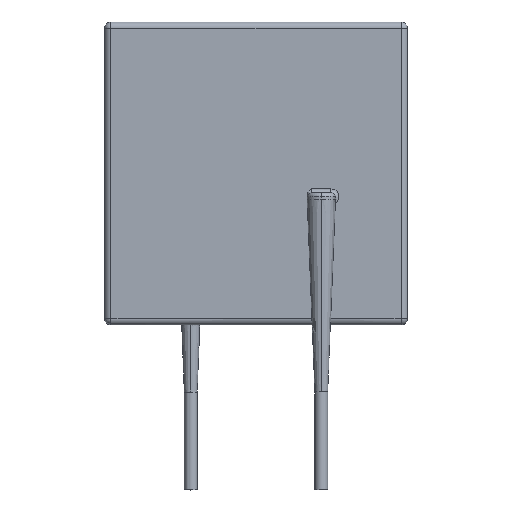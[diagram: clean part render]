
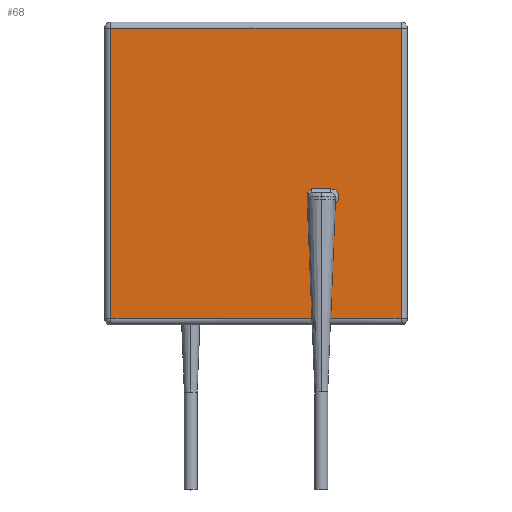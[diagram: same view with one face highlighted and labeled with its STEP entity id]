
A CAD part, top view. The second image highlights one B-rep face of the part: STEP entity #68.
In plain terms, the highlighted planar face has unit normal (0, 0, 1).
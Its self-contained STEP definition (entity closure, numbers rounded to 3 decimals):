
#68=ADVANCED_FACE('',(#147),#148,.T.);
#147=FACE_OUTER_BOUND('',#517,.T.);
#148=PLANE('',#518);
#517=EDGE_LOOP('',(#837,#838,#839,#840,#841,#842,#843,#844,#845,#846,#847));
#518=AXIS2_PLACEMENT_3D('',#848,#849,#850);
#837=ORIENTED_EDGE('',*,*,#1150,.T.);
#838=ORIENTED_EDGE('',*,*,#1151,.T.);
#839=ORIENTED_EDGE('',*,*,#1152,.T.);
#840=ORIENTED_EDGE('',*,*,#1153,.T.);
#841=ORIENTED_EDGE('',*,*,#1084,.T.);
#842=ORIENTED_EDGE('',*,*,#1147,.T.);
#843=ORIENTED_EDGE('',*,*,#1149,.F.);
#844=ORIENTED_EDGE('',*,*,#1154,.F.);
#845=ORIENTED_EDGE('',*,*,#1155,.T.);
#846=ORIENTED_EDGE('',*,*,#1156,.T.);
#847=ORIENTED_EDGE('',*,*,#1157,.T.);
#848=CARTESIAN_POINT('',(0.0,0.0,0.7));
#849=DIRECTION('',(0.0,0.0,1.0));
#850=DIRECTION('',(1.0,0.0,0.0));
#1084=EDGE_CURVE('',#1221,#1219,#1222,.T.);
#1147=EDGE_CURVE('',#1219,#1324,#1326,.T.);
#1149=EDGE_CURVE('',#1327,#1324,#1329,.T.);
#1150=EDGE_CURVE('',#1330,#1331,#1332,.T.);
#1151=EDGE_CURVE('',#1331,#1333,#1334,.T.);
#1152=EDGE_CURVE('',#1333,#1335,#1336,.T.);
#1153=EDGE_CURVE('',#1335,#1221,#1337,.T.);
#1154=EDGE_CURVE('',#1338,#1327,#1339,.T.);
#1155=EDGE_CURVE('',#1338,#1340,#1341,.T.);
#1156=EDGE_CURVE('',#1340,#1342,#1343,.T.);
#1157=EDGE_CURVE('',#1342,#1330,#1344,.T.);
#1219=VERTEX_POINT('',#1426);
#1221=VERTEX_POINT('',#1428);
#1222=LINE('',#1429,#1430);
#1324=VERTEX_POINT('',#1679);
#1326=LINE('',#1691,#1692);
#1327=VERTEX_POINT('',#1693);
#1329=B_SPLINE_CURVE_WITH_KNOTS('',3,(#1713,#1714,#1715,#1716,#1717,#1718,#1719,#1720,#1721),.UNSPECIFIED.,.F.,.F.,(4,1,1,1,1,1,4),(0.0,0.167,0.333,0.5,0.667,0.833,1.0),.UNSPECIFIED.);
#1330=VERTEX_POINT('',#1722);
#1331=VERTEX_POINT('',#1723);
#1332=LINE('',#1724,#1725);
#1333=VERTEX_POINT('',#1726);
#1334=LINE('',#1727,#1728);
#1335=VERTEX_POINT('',#1729);
#1336=LINE('',#1730,#1731);
#1337=LINE('',#1732,#1733);
#1338=VERTEX_POINT('',#1734);
#1339=LINE('',#1735,#1736);
#1340=VERTEX_POINT('',#1737);
#1341=B_SPLINE_CURVE_WITH_KNOTS('',3,(#1738,#1739,#1740,#1741,#1742,#1743,#1744,#1745,#1746,#1747,#1748,#1749,#1750,#1751,#1752,#1753,#1754),.UNSPECIFIED.,.F.,.F.,(4,1,1,1,1,1,1,1,1,1,1,1,1,1,4),(0.0,0.071,0.143,0.214,0.286,0.357,0.429,0.5,0.571,0.643,0.714,0.786,0.857,0.929,1.0),.UNSPECIFIED.);
#1342=VERTEX_POINT('',#1755);
#1343=LINE('',#1756,#1757);
#1344=LINE('',#1758,#1759);
#1426=CARTESIAN_POINT('',(3.965,-2.,0.7));
#1428=CARTESIAN_POINT('',(4.336,-11.25,0.7));
#1429=CARTESIAN_POINT('',(4.336,-11.25,0.7));
#1430=VECTOR('',#1873,9.257);
#1679=CARTESIAN_POINT('',(3.965,-1.72,0.7));
#1691=CARTESIAN_POINT('',(3.965,-2.,0.7));
#1692=VECTOR('',#1977,0.28);
#1693=CARTESIAN_POINT('',(4.323,-1.2,0.7));
#1713=CARTESIAN_POINT('',(4.323,-1.2,0.7));
#1714=CARTESIAN_POINT('',(4.29,-1.233,0.7));
#1715=CARTESIAN_POINT('',(4.222,-1.292,0.7));
#1716=CARTESIAN_POINT('',(4.121,-1.38,0.7));
#1717=CARTESIAN_POINT('',(4.047,-1.467,0.7));
#1718=CARTESIAN_POINT('',(3.998,-1.554,0.7));
#1719=CARTESIAN_POINT('',(3.971,-1.638,0.7));
#1720=CARTESIAN_POINT('',(3.965,-1.693,0.7));
#1721=CARTESIAN_POINT('',(3.965,-1.72,0.7));
#1722=CARTESIAN_POINT('',(11.25,-11.25,0.7));
#1723=CARTESIAN_POINT('',(11.25,11.25,0.7));
#1724=CARTESIAN_POINT('',(11.25,-11.25,0.7));
#1725=VECTOR('',#1978,22.5);
#1726=CARTESIAN_POINT('',(-11.25,11.25,0.7));
#1727=CARTESIAN_POINT('',(11.25,11.25,0.7));
#1728=VECTOR('',#1979,22.5);
#1729=CARTESIAN_POINT('',(-11.25,-11.25,0.7));
#1730=CARTESIAN_POINT('',(-11.25,11.25,0.7));
#1731=VECTOR('',#1980,22.5);
#1732=CARTESIAN_POINT('',(-11.25,-11.25,0.7));
#1733=VECTOR('',#1981,15.586);
#1734=CARTESIAN_POINT('',(5.807,-1.2,0.7));
#1735=CARTESIAN_POINT('',(5.807,-1.2,0.7));
#1736=VECTOR('',#1982,1.483);
#1737=CARTESIAN_POINT('',(6.153,-2.302,0.7));
#1738=CARTESIAN_POINT('',(5.807,-1.2,0.7));
#1739=CARTESIAN_POINT('',(5.848,-1.2,0.7));
#1740=CARTESIAN_POINT('',(5.928,-1.207,0.7));
#1741=CARTESIAN_POINT('',(6.042,-1.239,0.7));
#1742=CARTESIAN_POINT('',(6.145,-1.289,0.7));
#1743=CARTESIAN_POINT('',(6.237,-1.357,0.7));
#1744=CARTESIAN_POINT('',(6.313,-1.44,0.7));
#1745=CARTESIAN_POINT('',(6.373,-1.534,0.7));
#1746=CARTESIAN_POINT('',(6.414,-1.639,0.7));
#1747=CARTESIAN_POINT('',(6.434,-1.748,0.7));
#1748=CARTESIAN_POINT('',(6.433,-1.856,0.7));
#1749=CARTESIAN_POINT('',(6.413,-1.961,0.7));
#1750=CARTESIAN_POINT('',(6.374,-2.062,0.7));
#1751=CARTESIAN_POINT('',(6.317,-2.155,0.7));
#1752=CARTESIAN_POINT('',(6.244,-2.237,0.7));
#1753=CARTESIAN_POINT('',(6.185,-2.282,0.7));
#1754=CARTESIAN_POINT('',(6.153,-2.302,0.7));
#1755=CARTESIAN_POINT('',(5.794,-11.25,0.7));
#1756=CARTESIAN_POINT('',(6.153,-2.302,0.7));
#1757=VECTOR('',#1983,8.955);
#1758=CARTESIAN_POINT('',(5.794,-11.25,0.7));
#1759=VECTOR('',#1984,5.456);
#1873=DIRECTION('',(-0.04,0.999,0.));
#1977=DIRECTION('',(0.,1.,0.));
#1978=DIRECTION('',(0.0,1.0,0.0));
#1979=DIRECTION('',(-1.0,0.0,0.0));
#1980=DIRECTION('',(0.0,-1.0,0.0));
#1981=DIRECTION('',(1.,0.,0.0));
#1982=DIRECTION('',(-1.,0.,0.));
#1983=DIRECTION('',(-0.04,-0.999,0.));
#1984=DIRECTION('',(1.0,0.0,0.0));
